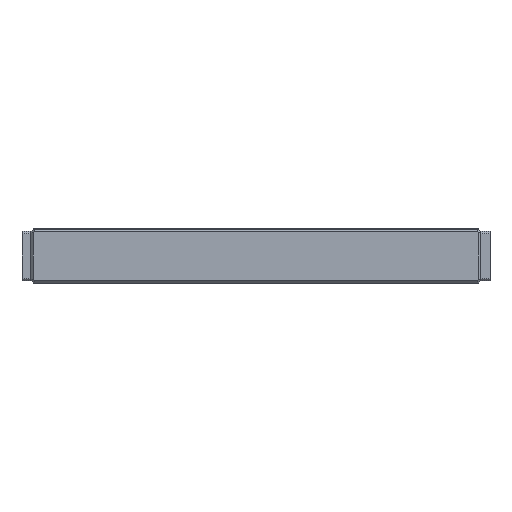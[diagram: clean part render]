
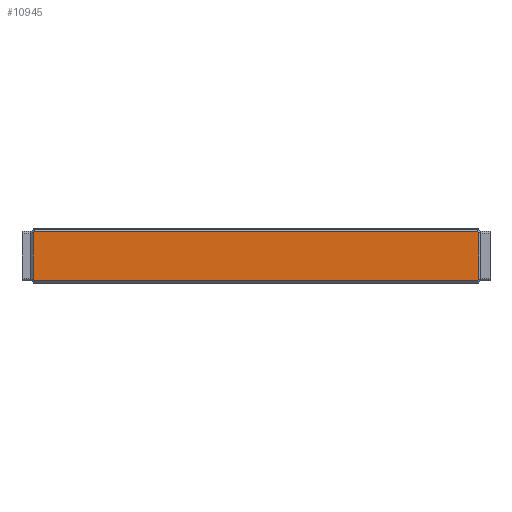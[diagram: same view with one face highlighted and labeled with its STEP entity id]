
A CAD part, front view. The second image highlights one B-rep face of the part: STEP entity #10945.
In plain terms, the highlighted planar face has unit normal (0, -1, 0).
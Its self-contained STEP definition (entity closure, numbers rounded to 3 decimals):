
#9218=FACE_OUTER_BOUND('',#17501,.T.);
#10945=ADVANCED_FACE('',(#9218),#13181,.T.);
#13181=PLANE('',#47620);
#17501=EDGE_LOOP('',(#20712,#20713,#20714,#20715,#20716,#20717,#20718,#20719));
#20712=ORIENTED_EDGE('',*,*,#35172,.T.);
#20713=ORIENTED_EDGE('',*,*,#35173,.F.);
#20714=ORIENTED_EDGE('',*,*,#35174,.T.);
#20715=ORIENTED_EDGE('',*,*,#35175,.T.);
#20716=ORIENTED_EDGE('',*,*,#35176,.T.);
#20717=ORIENTED_EDGE('',*,*,#35177,.F.);
#20718=ORIENTED_EDGE('',*,*,#35178,.T.);
#20719=ORIENTED_EDGE('',*,*,#35179,.T.);
#31432=VERTEX_POINT('',#60516);
#31433=VERTEX_POINT('',#60517);
#31434=VERTEX_POINT('',#60519);
#31435=VERTEX_POINT('',#60521);
#31436=VERTEX_POINT('',#60523);
#31437=VERTEX_POINT('',#60525);
#31438=VERTEX_POINT('',#60527);
#31439=VERTEX_POINT('',#60529);
#35172=EDGE_CURVE('',#31432,#31433,#40446,.T.);
#35173=EDGE_CURVE('',#31434,#31433,#40447,.T.);
#35174=EDGE_CURVE('',#31434,#31435,#40448,.T.);
#35175=EDGE_CURVE('',#31435,#31436,#40449,.T.);
#35176=EDGE_CURVE('',#31436,#31437,#40450,.T.);
#35177=EDGE_CURVE('',#31438,#31437,#40451,.T.);
#35178=EDGE_CURVE('',#31438,#31439,#40452,.T.);
#35179=EDGE_CURVE('',#31439,#31432,#40453,.T.);
#40446=LINE('',#60515,#44122);
#40447=LINE('',#60518,#44123);
#40448=LINE('',#60520,#44124);
#40449=LINE('',#60522,#44125);
#40450=LINE('',#60524,#44126);
#40451=LINE('',#60526,#44127);
#40452=LINE('',#60528,#44128);
#40453=LINE('',#60530,#44129);
#44122=VECTOR('',#50629,1.);
#44123=VECTOR('',#50630,1.);
#44124=VECTOR('',#50631,1.);
#44125=VECTOR('',#50632,1.);
#44126=VECTOR('',#50633,1.);
#44127=VECTOR('',#50634,1.);
#44128=VECTOR('',#50635,1.);
#44129=VECTOR('',#50636,1.);
#47620=AXIS2_PLACEMENT_3D('',#60531,#50637,#50638);
#50629=DIRECTION('',(-1.,0.,0.));
#50630=DIRECTION('',(0.577,0.,0.816));
#50631=DIRECTION('',(0.,0.,-1.));
#50632=DIRECTION('',(0.577,0.,-0.816));
#50633=DIRECTION('',(1.,0.,0.));
#50634=DIRECTION('',(-0.577,0.,-0.816));
#50635=DIRECTION('',(0.,0.,1.));
#50636=DIRECTION('',(-0.577,0.,0.816));
#50637=DIRECTION('',(0.,-1.,0.));
#50638=DIRECTION('',(1.,0.,0.));
#60515=CARTESIAN_POINT('',(-50.,-6.,5.5));
#60516=CARTESIAN_POINT('',(49.3,-6.,5.5));
#60517=CARTESIAN_POINT('',(-49.3,-6.,5.5));
#60518=CARTESIAN_POINT('',(-49.582,-6.,5.101));
#60519=CARTESIAN_POINT('',(-49.5,-6.,5.217));
#60520=CARTESIAN_POINT('',(-49.5,-6.,-5.5));
#60521=CARTESIAN_POINT('',(-49.5,-6.,-5.217));
#60522=CARTESIAN_POINT('',(-54.954,-6.,2.497));
#60523=CARTESIAN_POINT('',(-49.3,-6.,-5.5));
#60524=CARTESIAN_POINT('',(-50.,-6.,-5.5));
#60525=CARTESIAN_POINT('',(49.3,-6.,-5.5));
#60526=CARTESIAN_POINT('',(49.582,-6.,-5.101));
#60527=CARTESIAN_POINT('',(49.5,-6.,-5.217));
#60528=CARTESIAN_POINT('',(49.5,-6.,6.));
#60529=CARTESIAN_POINT('',(49.5,-6.,5.217));
#60530=CARTESIAN_POINT('',(15.964,-6.,52.644));
#60531=CARTESIAN_POINT('',(-50.,-6.,6.));
